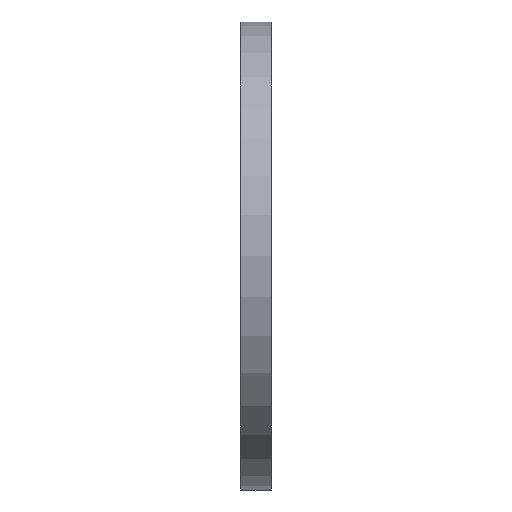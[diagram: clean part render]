
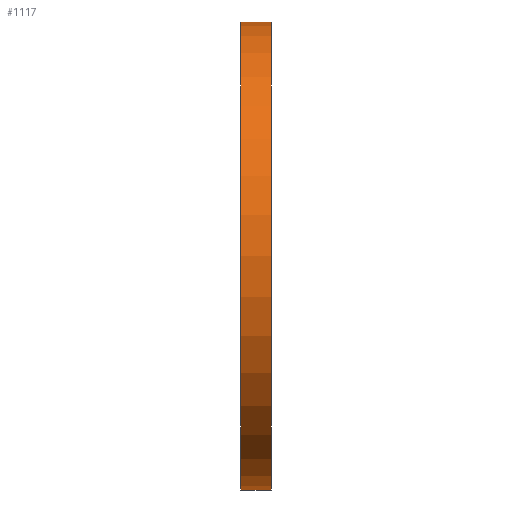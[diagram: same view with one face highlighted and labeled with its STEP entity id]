
A CAD part, left-side view. The second image highlights one B-rep face of the part: STEP entity #1117.
In plain terms, the highlighted cylindrical face has radius 290 mm (diameter 580 mm), a partial arc.
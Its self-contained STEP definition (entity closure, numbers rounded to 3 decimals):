
#63 = EDGE_CURVE ( 'NONE', #806, #174, #129, .T. ) ;
#90 = EDGE_CURVE ( 'NONE', #1356, #984, #471, .T. ) ;
#118 = CARTESIAN_POINT ( 'NONE',  ( 0., 34.695, 0. ) ) ;
#129 = LINE ( 'NONE', #588, #217 ) ;
#174 = VERTEX_POINT ( 'NONE', #523 ) ;
#217 = VECTOR ( 'NONE', #381, 1000. ) ;
#270 = CARTESIAN_POINT ( 'NONE',  ( 0., 38., -290. ) ) ;
#271 = DIRECTION ( 'NONE',  ( 0., 0., 1. ) ) ;
#381 = DIRECTION ( 'NONE',  ( 0., 1., 0. ) ) ;
#425 = EDGE_CURVE ( 'NONE', #984, #174, #1291, .T. ) ;
#453 = ORIENTED_EDGE ( 'NONE', *, *, #1060, .T. ) ;
#460 = ORIENTED_EDGE ( 'NONE', *, *, #90, .F. ) ;
#471 = LINE ( 'NONE', #1028, #586 ) ;
#509 = AXIS2_PLACEMENT_3D ( 'NONE', #760, #1178, #550 ) ;
#523 = CARTESIAN_POINT ( 'NONE',  ( 0., 38., 290. ) ) ;
#550 = DIRECTION ( 'NONE',  ( 0., 0., 1. ) ) ;
#581 = CYLINDRICAL_SURFACE ( 'NONE', #733, 290. ) ;
#586 = VECTOR ( 'NONE', #910, 1000. ) ;
#588 = CARTESIAN_POINT ( 'NONE',  ( 0., 34.695, 290. ) ) ;
#658 = DIRECTION ( 'NONE',  ( 0., 1., 0. ) ) ;
#733 = AXIS2_PLACEMENT_3D ( 'NONE', #118, #658, #1322 ) ;
#759 = ORIENTED_EDGE ( 'NONE', *, *, #425, .F. ) ;
#760 = CARTESIAN_POINT ( 'NONE',  ( 0., 0., 0. ) ) ;
#788 = FACE_OUTER_BOUND ( 'NONE', #858, .T. ) ;
#791 = CARTESIAN_POINT ( 'NONE',  ( 0., 0., 290. ) ) ;
#796 = CIRCLE ( 'NONE', #509, 290. ) ;
#806 = VERTEX_POINT ( 'NONE', #791 ) ;
#858 = EDGE_LOOP ( 'NONE', ( #460, #453, #1275, #759 ) ) ;
#908 = CARTESIAN_POINT ( 'NONE',  ( 0., 38., 0. ) ) ;
#910 = DIRECTION ( 'NONE',  ( 0., 1., 0. ) ) ;
#984 = VERTEX_POINT ( 'NONE', #270 ) ;
#1027 = DIRECTION ( 'NONE',  ( 0., 1., 0. ) ) ;
#1028 = CARTESIAN_POINT ( 'NONE',  ( 0., 34.695, -290. ) ) ;
#1042 = CARTESIAN_POINT ( 'NONE',  ( 0., 0., -290. ) ) ;
#1060 = EDGE_CURVE ( 'NONE', #1356, #806, #796, .T. ) ;
#1100 = AXIS2_PLACEMENT_3D ( 'NONE', #908, #1027, #271 ) ;
#1117 = ADVANCED_FACE ( 'NONE', ( #788 ), #581, .T. ) ;
#1178 = DIRECTION ( 'NONE',  ( 0., 1., 0. ) ) ;
#1275 = ORIENTED_EDGE ( 'NONE', *, *, #63, .T. ) ;
#1291 = CIRCLE ( 'NONE', #1100, 290. ) ;
#1322 = DIRECTION ( 'NONE',  ( 0., 0., 1. ) ) ;
#1356 = VERTEX_POINT ( 'NONE', #1042 ) ;
